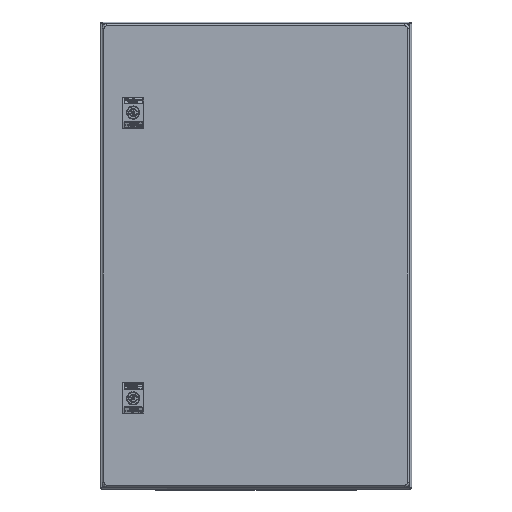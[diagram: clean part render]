
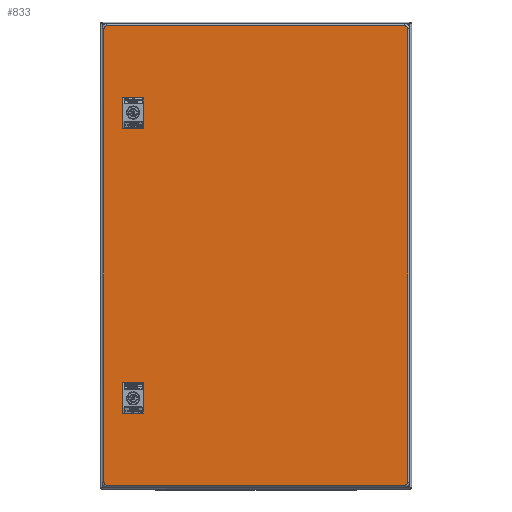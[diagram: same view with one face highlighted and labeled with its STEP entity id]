
A CAD part, top view. The second image highlights one B-rep face of the part: STEP entity #833.
In plain terms, the highlighted planar face has unit normal (0, 0, 1).
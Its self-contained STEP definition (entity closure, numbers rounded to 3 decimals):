
#833=ADVANCED_FACE('',(#5348,#5349,#5350),#5351,.T.);
#5348=FACE_OUTER_BOUND('',#15588,.T.);
#5349=FACE_BOUND('',#15589,.T.);
#5350=FACE_BOUND('',#15590,.T.);
#5351=PLANE('',#15591);
#15588=EDGE_LOOP('',(#32807,#32808,#32809,#32810,#32811,#32812,#32813,#32814));
#15589=EDGE_LOOP('',(#32815,#32816,#32817,#32818));
#15590=EDGE_LOOP('',(#32819,#32820,#32821,#32822));
#15591=AXIS2_PLACEMENT_3D('',#32823,#32824,#32825);
#32807=ORIENTED_EDGE('',*,*,#61047,.F.);
#32808=ORIENTED_EDGE('',*,*,#61048,.T.);
#32809=ORIENTED_EDGE('',*,*,#61049,.F.);
#32810=ORIENTED_EDGE('',*,*,#61050,.T.);
#32811=ORIENTED_EDGE('',*,*,#61051,.F.);
#32812=ORIENTED_EDGE('',*,*,#61052,.T.);
#32813=ORIENTED_EDGE('',*,*,#61053,.F.);
#32814=ORIENTED_EDGE('',*,*,#61054,.T.);
#32815=ORIENTED_EDGE('',*,*,#61055,.F.);
#32816=ORIENTED_EDGE('',*,*,#61056,.T.);
#32817=ORIENTED_EDGE('',*,*,#61057,.F.);
#32818=ORIENTED_EDGE('',*,*,#61058,.T.);
#32819=ORIENTED_EDGE('',*,*,#61059,.F.);
#32820=ORIENTED_EDGE('',*,*,#61060,.T.);
#32821=ORIENTED_EDGE('',*,*,#61061,.F.);
#32822=ORIENTED_EDGE('',*,*,#61062,.T.);
#32823=CARTESIAN_POINT('',(-0.3,0.,202.21));
#32824=DIRECTION('',(0.0,0.0,1.0));
#32825=DIRECTION('',(1.0,0.0,0.0));
#61047=EDGE_CURVE('',#72152,#72153,#72154,.T.);
#61048=EDGE_CURVE('',#72152,#72155,#72156,.T.);
#61049=EDGE_CURVE('',#72157,#72155,#72158,.T.);
#61050=EDGE_CURVE('',#72157,#72159,#72160,.T.);
#61051=EDGE_CURVE('',#72161,#72159,#72162,.T.);
#61052=EDGE_CURVE('',#72161,#72163,#72164,.T.);
#61053=EDGE_CURVE('',#72165,#72163,#72166,.T.);
#61054=EDGE_CURVE('',#72165,#72153,#72167,.T.);
#61055=EDGE_CURVE('',#72168,#72169,#72170,.T.);
#61056=EDGE_CURVE('',#72168,#72171,#72172,.T.);
#61057=EDGE_CURVE('',#72173,#72171,#72174,.T.);
#61058=EDGE_CURVE('',#72173,#72169,#72175,.T.);
#61059=EDGE_CURVE('',#72176,#72177,#72178,.T.);
#61060=EDGE_CURVE('',#72176,#72179,#72180,.T.);
#61061=EDGE_CURVE('',#72181,#72179,#72182,.T.);
#61062=EDGE_CURVE('',#72181,#72177,#72183,.T.);
#72152=VERTEX_POINT('',#90095);
#72153=VERTEX_POINT('',#90096);
#72154=CIRCLE('',#90097,3.5);
#72155=VERTEX_POINT('',#90098);
#72156=LINE('',#90099,#90100);
#72157=VERTEX_POINT('',#90101);
#72158=CIRCLE('',#90102,3.5);
#72159=VERTEX_POINT('',#90103);
#72160=LINE('',#90104,#90105);
#72161=VERTEX_POINT('',#90106);
#72162=CIRCLE('',#90107,3.5);
#72163=VERTEX_POINT('',#90108);
#72164=LINE('',#90109,#90110);
#72165=VERTEX_POINT('',#90111);
#72166=CIRCLE('',#90112,3.5);
#72167=LINE('',#90113,#90114);
#72168=VERTEX_POINT('',#90115);
#72169=VERTEX_POINT('',#90116);
#72170=CIRCLE('',#90117,11.75);
#72171=VERTEX_POINT('',#90118);
#72172=LINE('',#90119,#90120);
#72173=VERTEX_POINT('',#90121);
#72174=CIRCLE('',#90122,11.75);
#72175=LINE('',#90123,#90124);
#72176=VERTEX_POINT('',#90125);
#72177=VERTEX_POINT('',#90126);
#72178=CIRCLE('',#90127,11.75);
#72179=VERTEX_POINT('',#90128);
#72180=LINE('',#90129,#90130);
#72181=VERTEX_POINT('',#90131);
#72182=CIRCLE('',#90132,11.75);
#72183=LINE('',#90133,#90134);
#90095=CARTESIAN_POINT('',(191.2,295.,202.21));
#90096=CARTESIAN_POINT('',(194.7,291.5,202.21));
#90097=AXIS2_PLACEMENT_3D('',#122322,#122323,#122324);
#90098=CARTESIAN_POINT('',(-191.8,295.,202.21));
#90099=CARTESIAN_POINT('',(191.2,295.,202.21));
#90100=VECTOR('',#122325,383.);
#90101=CARTESIAN_POINT('',(-195.3,291.5,202.21));
#90102=AXIS2_PLACEMENT_3D('',#122326,#122327,#122328);
#90103=CARTESIAN_POINT('',(-195.3,-291.5,202.21));
#90104=CARTESIAN_POINT('',(-195.3,291.5,202.21));
#90105=VECTOR('',#122329,583.);
#90106=CARTESIAN_POINT('',(-191.8,-295.,202.21));
#90107=AXIS2_PLACEMENT_3D('',#122330,#122331,#122332);
#90108=CARTESIAN_POINT('',(191.2,-295.,202.21));
#90109=CARTESIAN_POINT('',(-191.8,-295.,202.21));
#90110=VECTOR('',#122333,383.);
#90111=CARTESIAN_POINT('',(194.7,-291.5,202.21));
#90112=AXIS2_PLACEMENT_3D('',#122334,#122335,#122336);
#90113=CARTESIAN_POINT('',(194.7,-291.5,202.21));
#90114=VECTOR('',#122337,583.);
#90115=CARTESIAN_POINT('',(-147.7,189.504,202.21));
#90116=CARTESIAN_POINT('',(-167.9,189.504,202.21));
#90117=AXIS2_PLACEMENT_3D('',#122338,#122339,#122340);
#90118=CARTESIAN_POINT('',(-147.7,177.496,202.21));
#90119=CARTESIAN_POINT('',(-147.7,189.504,202.21));
#90120=VECTOR('',#122341,12.009);
#90121=CARTESIAN_POINT('',(-167.9,177.496,202.21));
#90122=AXIS2_PLACEMENT_3D('',#122342,#122343,#122344);
#90123=CARTESIAN_POINT('',(-167.9,177.496,202.21));
#90124=VECTOR('',#122345,12.009);
#90125=CARTESIAN_POINT('',(-147.7,-177.496,202.21));
#90126=CARTESIAN_POINT('',(-167.9,-177.496,202.21));
#90127=AXIS2_PLACEMENT_3D('',#122346,#122347,#122348);
#90128=CARTESIAN_POINT('',(-147.7,-189.504,202.21));
#90129=CARTESIAN_POINT('',(-147.7,-177.496,202.21));
#90130=VECTOR('',#122349,12.009);
#90131=CARTESIAN_POINT('',(-167.9,-189.504,202.21));
#90132=AXIS2_PLACEMENT_3D('',#122350,#122351,#122352);
#90133=CARTESIAN_POINT('',(-167.9,-189.504,202.21));
#90134=VECTOR('',#122353,12.009);
#122322=CARTESIAN_POINT('',(191.2,291.5,202.21));
#122323=DIRECTION('',(0.0,0.0,-1.0));
#122324=DIRECTION('',(0.0,1.0,0.0));
#122325=DIRECTION('',(-1.0,0.,0.0));
#122326=CARTESIAN_POINT('',(-191.8,291.5,202.21));
#122327=DIRECTION('',(0.0,0.0,-1.0));
#122328=DIRECTION('',(-1.0,0.0,0.0));
#122329=DIRECTION('',(0.,-1.0,0.0));
#122330=CARTESIAN_POINT('',(-191.8,-291.5,202.21));
#122331=DIRECTION('',(0.0,0.0,-1.0));
#122332=DIRECTION('',(0.0,-1.0,0.0));
#122333=DIRECTION('',(1.0,0.,0.0));
#122334=CARTESIAN_POINT('',(191.2,-291.5,202.21));
#122335=DIRECTION('',(0.0,0.0,-1.0));
#122336=DIRECTION('',(1.0,0.0,0.0));
#122337=DIRECTION('',(0.0,1.0,0.0));
#122338=CARTESIAN_POINT('',(-157.8,183.5,202.21));
#122339=DIRECTION('',(0.0,-0.0,1.0));
#122340=DIRECTION('',(0.86,0.511,0.0));
#122341=DIRECTION('',(0.,-1.0,0.0));
#122342=CARTESIAN_POINT('',(-157.8,183.5,202.21));
#122343=DIRECTION('',(0.0,0.0,1.0));
#122344=DIRECTION('',(-0.86,-0.511,0.0));
#122345=DIRECTION('',(0.,1.0,0.0));
#122346=CARTESIAN_POINT('',(-157.8,-183.5,202.21));
#122347=DIRECTION('',(0.0,-0.0,1.0));
#122348=DIRECTION('',(0.86,0.511,0.0));
#122349=DIRECTION('',(0.,-1.0,0.0));
#122350=CARTESIAN_POINT('',(-157.8,-183.5,202.21));
#122351=DIRECTION('',(0.0,0.0,1.0));
#122352=DIRECTION('',(-0.86,-0.511,0.0));
#122353=DIRECTION('',(0.,1.0,0.0));
